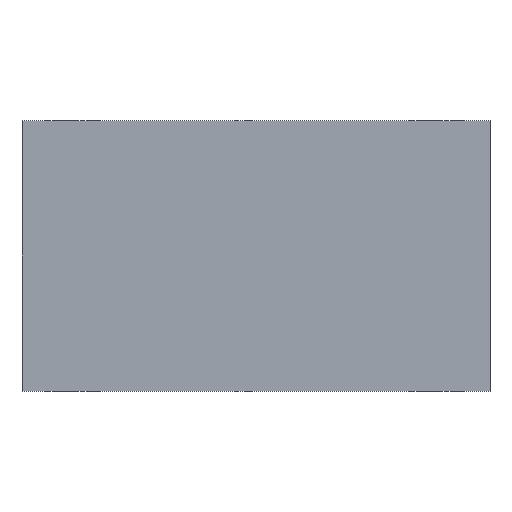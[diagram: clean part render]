
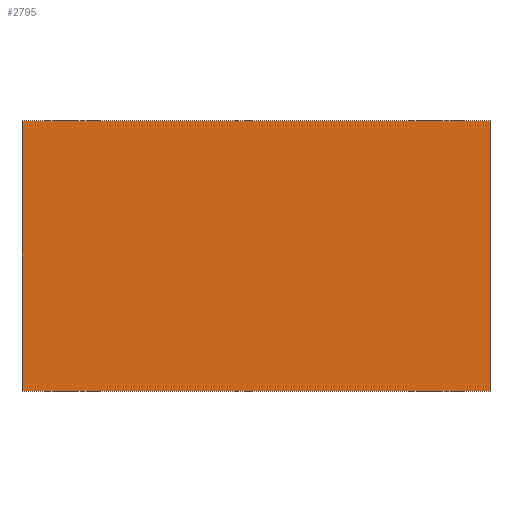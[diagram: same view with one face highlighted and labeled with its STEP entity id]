
A CAD part, front view. The second image highlights one B-rep face of the part: STEP entity #2795.
In plain terms, the highlighted planar face has unit normal (0, -1, 0).
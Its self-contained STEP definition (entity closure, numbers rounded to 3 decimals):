
#56=PLANE('',#3033);
#152=LINE('',#4195,#360);
#167=LINE('',#4546,#375);
#170=LINE('',#4553,#378);
#172=LINE('',#4560,#380);
#360=VECTOR('',#3340,1000.);
#375=VECTOR('',#3435,1000.);
#378=VECTOR('',#3442,1000.);
#380=VECTOR('',#3450,1000.);
#831=ORIENTED_EDGE('',*,*,#1638,.T.);
#832=ORIENTED_EDGE('',*,*,#1630,.F.);
#833=ORIENTED_EDGE('',*,*,#1634,.F.);
#834=ORIENTED_EDGE('',*,*,#1536,.T.);
#1536=EDGE_CURVE('',#1942,#1941,#152,.T.);
#1630=EDGE_CURVE('',#2027,#2028,#167,.T.);
#1634=EDGE_CURVE('',#1942,#2027,#170,.T.);
#1638=EDGE_CURVE('',#1941,#2028,#172,.T.);
#1941=VERTEX_POINT('',#4194);
#1942=VERTEX_POINT('',#4196);
#2027=VERTEX_POINT('',#4545);
#2028=VERTEX_POINT('',#4547);
#2284=EDGE_LOOP('',(#831,#832,#833,#834));
#2512=FACE_BOUND('',#2284,.T.);
#2795=ADVANCED_FACE('',(#2512),#56,.F.);
#3033=AXIS2_PLACEMENT_3D('',#4563,#3453,#3454);
#3340=DIRECTION('',(0.,0.,-1.));
#3435=DIRECTION('',(0.,0.,-1.));
#3442=DIRECTION('',(1.,0.,0.));
#3450=DIRECTION('',(1.,0.,0.));
#3453=DIRECTION('',(0.,1.,0.));
#3454=DIRECTION('',(0.,0.,1.));
#4194=CARTESIAN_POINT('',(-22.5,0.,-13.));
#4195=CARTESIAN_POINT('',(-22.5,0.,13.));
#4196=CARTESIAN_POINT('',(-22.5,0.,13.));
#4545=CARTESIAN_POINT('',(22.5,0.,13.));
#4546=CARTESIAN_POINT('',(22.5,0.,13.));
#4547=CARTESIAN_POINT('',(22.5,0.,-13.));
#4553=CARTESIAN_POINT('',(-22.5,0.,13.));
#4560=CARTESIAN_POINT('',(-22.5,0.,-13.));
#4563=CARTESIAN_POINT('',(-22.5,0.,13.));
